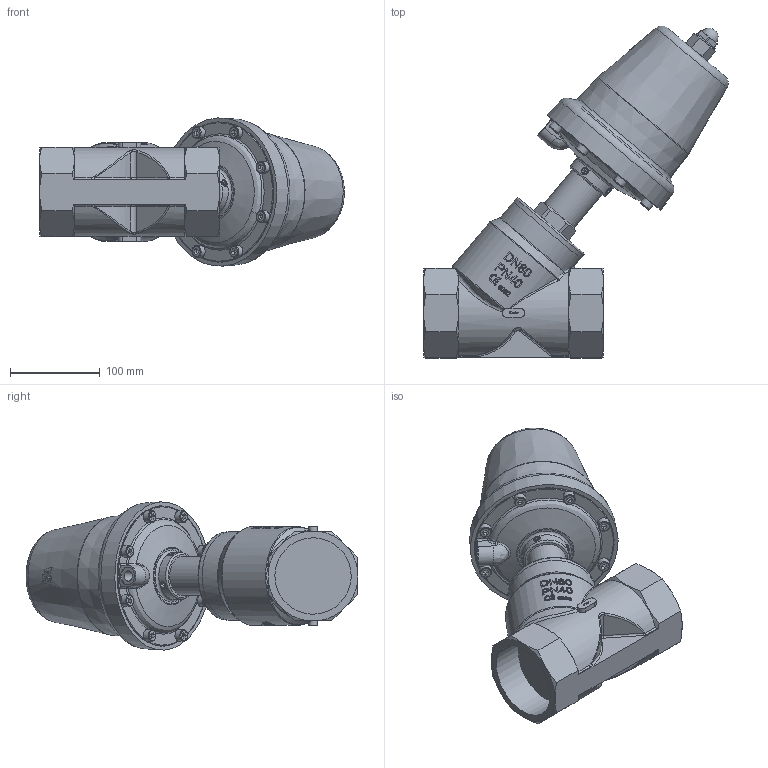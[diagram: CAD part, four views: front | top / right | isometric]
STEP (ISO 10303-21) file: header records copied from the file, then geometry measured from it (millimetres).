
FILE_DESCRIPTION(/* description */ ('DL2D3123080'),/* implementation_level */ '2;1');
FILE_NAME(/* name */ 'DL2D3123080_OS.stp',/* time_stamp */ '2022-01-27T14:01:14+01:00',/* author */ ('hois'),/* organization */ (''),/* preprocessor_version */ 'ST-DEVELOPER v18.1',/* originating_system */ 'Autodesk Inventor 2020',/* authorisation */ '');
FILE_SCHEMA (('AUTOMOTIVE_DESIGN { 1 0 10303 214 3 1 1 }'));
Length unit declared in the file: millimetre
Products named in the file (9): DL2D3123080; GGS0080.31.0034-GM; ETG0080.20.0104; DER1650.10.0012; SZY1250.27.0012; DIN 912 - M8 x 25; DIN 913 - M8 x 12; ADK0015.07.0013; MUV0015.08.0013
Assembly tree (18 placements, depth 2):
  DL2D3123080
    GGS0080.31.0034-GM
    ETG0080.20.0104
    DER1650.10.0012
    SZY1250.27.0012
    DIN 912 - M8 x 25  x8
    DIN 913 - M8 x 12  x4
    ADK0015.07.0013
    MUV0015.08.0013
Bounding box: 338.88 x 369.15 x 164.84 mm (x, y, z)
Volume: 2438283.5 mm3; surface area: 400223.3 mm2
Topology: 18 solids, 18 shells, 799 faces, 2145 edges, 1448 vertices
Faces by surface type: plane 371, bspline 157, cylinder 146, cone 91, torus 29, sphere 5
Full cylindrical faces by diameter (mm): 3 x1, 4 x1, 6.647 x12, 8 x12, 8.5 x8, 11.445 x1, 13 x8, 15 x2, 15.5 x1, 18.5 x1, 18.631 x2, 18.663 x2, 19.46 x1, 20 x1, 20.96 x2, 24 x1, 27 x1, 28 x1, 32.5 x1, 34.3 x1, 40 x1, 43 x1, 52 x1, 84.7 x1, 84.926 x3, 87.88 x1, 88 x1, 88.2 x1, 93 x1, 98 x2
Entity records: 26421 total; most frequent: CARTESIAN_POINT 10112, ORIENTED_EDGE 3564, DIRECTION 2982, EDGE_CURVE 1782, VERTEX_POINT 1207, AXIS2_PLACEMENT_3D 1152, EDGE_LOOP 775, LINE 678
